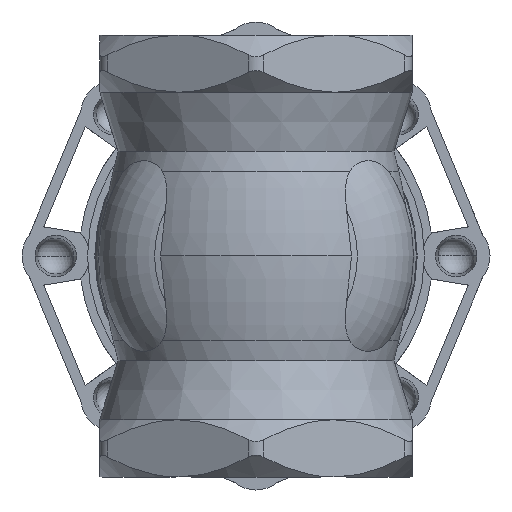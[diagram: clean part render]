
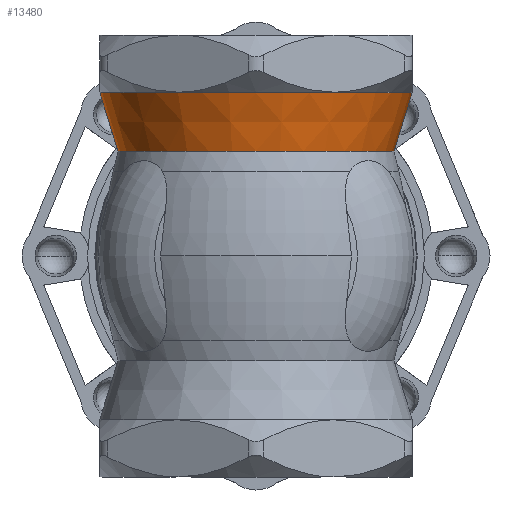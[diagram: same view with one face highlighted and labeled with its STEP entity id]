
A CAD part, front view. The second image highlights one B-rep face of the part: STEP entity #13480.
In plain terms, the highlighted conical face has half-angle 17.259 degrees and reference radius 29.997 mm.
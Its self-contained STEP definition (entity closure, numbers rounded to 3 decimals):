
#49 = EDGE_CURVE ( 'NONE', #5845, #5852, #10156, .T. ) ;
#51 = EDGE_CURVE ( 'NONE', #5848, #5853, #10159, .T. ) ;
#68 = EDGE_CURVE ( 'NONE', #5848, #5845, #10174, .T. ) ;
#189 = EDGE_CURVE ( 'NONE', #5853, #5852, #10302, .T. ) ;
#815 = DIRECTION ( 'NONE',  ( -0.297, 0., 0.955 ) ) ;
#848 = DIRECTION ( 'NONE',  ( 0.297, 0., 0.955 ) ) ;
#849 = CARTESIAN_POINT ( 'NONE',  ( -29.997, 0., 31.352 ) ) ;
#853 = CARTESIAN_POINT ( 'NONE',  ( 29.997, 0., 31.352 ) ) ;
#949 = CARTESIAN_POINT ( 'NONE',  ( 0., 0., 20.172 ) ) ;
#950 = DIRECTION ( 'NONE',  ( 0., 0., -1. ) ) ;
#951 = DIRECTION ( 'NONE',  ( -1., 0., 0. ) ) ;
#1906 = CARTESIAN_POINT ( 'NONE',  ( 0., 0., 31.352 ) ) ;
#1907 = DIRECTION ( 'NONE',  ( 0., 0., -1. ) ) ;
#1908 = DIRECTION ( 'NONE',  ( -1., 0., 0. ) ) ;
#2856 = DIRECTION ( 'NONE',  ( 1., 0., 0. ) ) ;
#2858 = DIRECTION ( 'NONE',  ( 0., 0., 1. ) ) ;
#2860 = CARTESIAN_POINT ( 'NONE',  ( 0., 0., 31.352 ) ) ;
#5845 = VERTEX_POINT ( 'NONE', #14244 ) ;
#5848 = VERTEX_POINT ( 'NONE', #14247 ) ;
#5852 = VERTEX_POINT ( 'NONE', #14251 ) ;
#5853 = VERTEX_POINT ( 'NONE', #14252 ) ;
#7151 = AXIS2_PLACEMENT_3D ( 'NONE', #949, #950, #951 ) ;
#7260 = AXIS2_PLACEMENT_3D ( 'NONE', #1906, #1907, #1908 ) ;
#7798 = ORIENTED_EDGE ( 'NONE', *, *, #49, .F. ) ;
#7799 = ORIENTED_EDGE ( 'NONE', *, *, #68, .F. ) ;
#7800 = ORIENTED_EDGE ( 'NONE', *, *, #51, .T. ) ;
#7801 = ORIENTED_EDGE ( 'NONE', *, *, #189, .T. ) ;
#10156 = LINE ( 'NONE', #849, #10158 ) ;
#10158 = VECTOR ( 'NONE', #815, 1000. ) ;
#10159 = LINE ( 'NONE', #853, #10161 ) ;
#10161 = VECTOR ( 'NONE', #848, 1000. ) ;
#10174 = CIRCLE ( 'NONE', #7151, 26.524 ) ;
#10302 = CIRCLE ( 'NONE', #7260, 29.997 ) ;
#11248 = AXIS2_PLACEMENT_3D ( 'NONE', #2860, #2858, #2856 ) ;
#13133 = FACE_OUTER_BOUND ( 'NONE', #13567, .T. ) ;
#13144 = CONICAL_SURFACE ( 'NONE', #11248, 29.997, 0.301 ) ;
#13480 = ADVANCED_FACE ( 'NONE', ( #13133 ), #13144, .T. ) ;
#13567 = EDGE_LOOP ( 'NONE', ( #7798, #7799, #7800, #7801 ) ) ;
#14244 = CARTESIAN_POINT ( 'NONE',  ( -26.524, 0., 20.172 ) ) ;
#14247 = CARTESIAN_POINT ( 'NONE',  ( 26.524, 0., 20.172 ) ) ;
#14251 = CARTESIAN_POINT ( 'NONE',  ( -29.997, 0., 31.352 ) ) ;
#14252 = CARTESIAN_POINT ( 'NONE',  ( 29.997, 0., 31.352 ) ) ;
